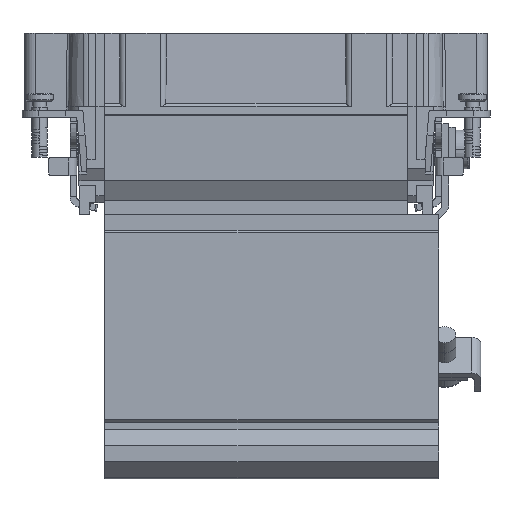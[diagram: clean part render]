
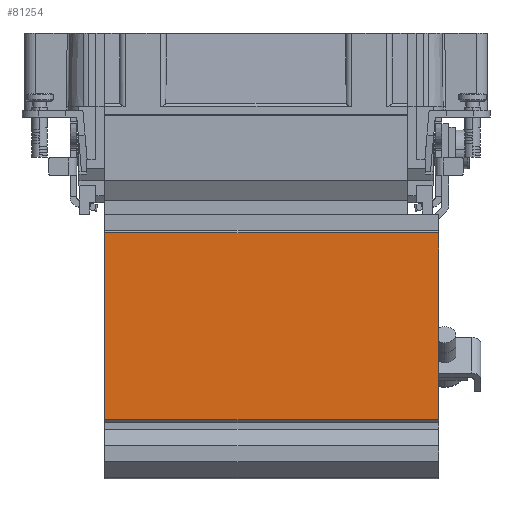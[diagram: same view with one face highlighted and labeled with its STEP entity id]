
A CAD part, left-side view. The second image highlights one B-rep face of the part: STEP entity #81254.
In plain terms, the highlighted planar face has unit normal (-1, 0, 0).
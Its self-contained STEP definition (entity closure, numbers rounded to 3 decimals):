
#5098=DIRECTION('',(0.,0.,-1.));
#5099=VECTOR('',#5098,33.467);
#5100=CARTESIAN_POINT('',(-16.917,19.712,-22.645));
#5101=LINE('',#5100,#5099);
#6116=DIRECTION('',(0.,0.,-1.));
#6117=VECTOR('',#6116,33.467);
#6118=CARTESIAN_POINT('',(-16.917,79.495,-22.645));
#6119=LINE('',#6118,#6117);
#28810=DIRECTION('',(0.,-1.,0.));
#28811=VECTOR('',#28810,59.783);
#28812=CARTESIAN_POINT('',(-16.917,79.495,-22.645));
#28813=LINE('',#28812,#28811);
#28814=DIRECTION('',(0.,-1.,0.));
#28815=VECTOR('',#28814,59.783);
#28816=CARTESIAN_POINT('',(-16.917,79.495,-56.112));
#28817=LINE('',#28816,#28815);
#41546=CARTESIAN_POINT('',(-16.917,79.495,-22.645));
#41547=VERTEX_POINT('',#41546);
#41548=CARTESIAN_POINT('',(-16.917,79.495,-56.112));
#41549=VERTEX_POINT('',#41548);
#41738=CARTESIAN_POINT('',(-16.917,19.712,-22.645));
#41739=VERTEX_POINT('',#41738);
#41740=CARTESIAN_POINT('',(-16.917,19.712,-56.112));
#41741=VERTEX_POINT('',#41740);
#81242=CARTESIAN_POINT('',(-16.917,79.495,-22.645));
#81243=DIRECTION('',(-1.,0.,0.));
#81244=DIRECTION('',(0.,0.,-1.));
#81245=AXIS2_PLACEMENT_3D('',#81242,#81243,#81244);
#81246=PLANE('',#81245);
#81247=ORIENTED_EDGE('',*,*,#51481,.F.);
#81248=ORIENTED_EDGE('',*,*,#81237,.T.);
#81249=ORIENTED_EDGE('',*,*,#50351,.T.);
#81251=ORIENTED_EDGE('',*,*,#81250,.F.);
#81252=EDGE_LOOP('',(#81247,#81248,#81249,#81251));
#81253=FACE_OUTER_BOUND('',#81252,.F.);
#81254=ADVANCED_FACE('',(#81253),#81246,.T.);
#50351=EDGE_CURVE('',#41739,#41741,#5101,.T.);
#51481=EDGE_CURVE('',#41547,#41549,#6119,.T.);
#81237=EDGE_CURVE('',#41547,#41739,#28813,.T.);
#81250=EDGE_CURVE('',#41549,#41741,#28817,.T.);
